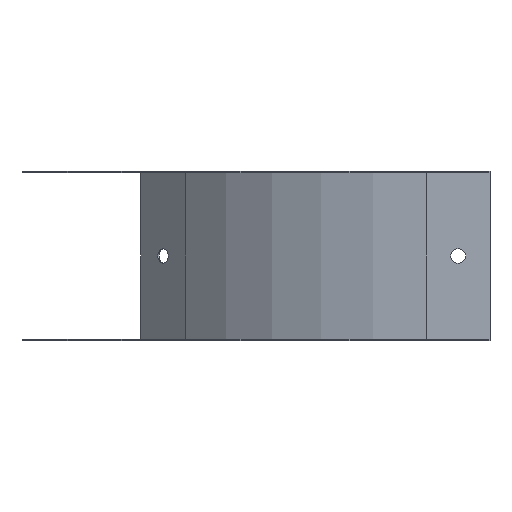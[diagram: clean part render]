
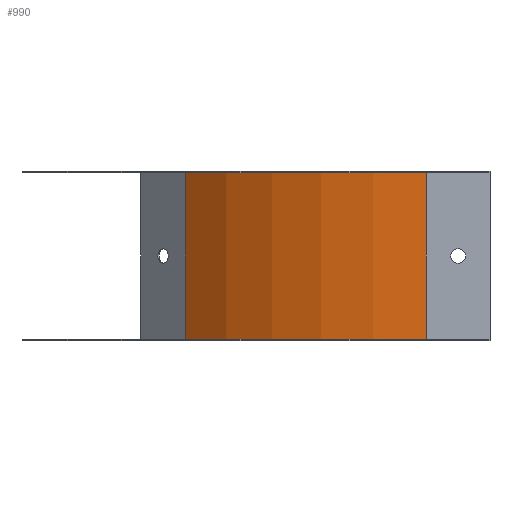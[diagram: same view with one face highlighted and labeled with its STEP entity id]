
A CAD part, left-side view. The second image highlights one B-rep face of the part: STEP entity #990.
In plain terms, the highlighted cylindrical face has radius 160.8 mm (diameter 321.6 mm), a partial arc.
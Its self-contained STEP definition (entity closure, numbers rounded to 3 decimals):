
#2 = VERTEX_POINT ( 'NONE', #1566 ) ;
#15 = AXIS2_PLACEMENT_3D ( 'NONE', #1092, #1089, #1086 ) ;
#57 = AXIS2_PLACEMENT_3D ( 'NONE', #1278, #1279, #1283 ) ;
#70 = AXIS2_PLACEMENT_3D ( 'NONE', #1679, #1680, #1677 ) ;
#135 = EDGE_CURVE ( 'NONE', #579, #2, #1765, .T. ) ;
#149 = EDGE_CURVE ( 'NONE', #992, #2, #1788, .T. ) ;
#377 = EDGE_LOOP ( 'NONE', ( #432, #435, #436, #424 ) ) ;
#424 = ORIENTED_EDGE ( 'NONE', *, *, #149, .F. ) ;
#432 = ORIENTED_EDGE ( 'NONE', *, *, #1430, .F. ) ;
#435 = ORIENTED_EDGE ( 'NONE', *, *, #1432, .T. ) ;
#436 = ORIENTED_EDGE ( 'NONE', *, *, #135, .T. ) ;
#576 = VERTEX_POINT ( 'NONE', #1174 ) ;
#579 = VERTEX_POINT ( 'NONE', #1242 ) ;
#709 = LINE ( 'NONE', #1109, #712 ) ;
#711 = CIRCLE ( 'NONE', #15, 160.8 ) ;
#712 = VECTOR ( 'NONE', #1106, 1000. ) ;
#903 = FACE_OUTER_BOUND ( 'NONE', #377, .T. ) ;
#908 = CYLINDRICAL_SURFACE ( 'NONE', #57, 160.8 ) ;
#990 = ADVANCED_FACE ( 'NONE', ( #903 ), #908, .T. ) ;
#992 = VERTEX_POINT ( 'NONE', #1274 ) ;
#1086 = DIRECTION ( 'NONE',  ( 1., 0., 0. ) ) ;
#1089 = DIRECTION ( 'NONE',  ( 0., 0., 1. ) ) ;
#1092 = CARTESIAN_POINT ( 'NONE',  ( 240., 30.048, -78.4 ) ) ;
#1106 = DIRECTION ( 'NONE',  ( 0., 0., 1. ) ) ;
#1109 = CARTESIAN_POINT ( 'NONE',  ( 126.297, 143.75, -79.2 ) ) ;
#1174 = CARTESIAN_POINT ( 'NONE',  ( 126.297, 143.75, -78.4 ) ) ;
#1242 = CARTESIAN_POINT ( 'NONE',  ( 79.2, 30.048, -78.4 ) ) ;
#1274 = CARTESIAN_POINT ( 'NONE',  ( 126.297, 143.75, 0. ) ) ;
#1278 = CARTESIAN_POINT ( 'NONE',  ( 240., 30.048, -79.2 ) ) ;
#1279 = DIRECTION ( 'NONE',  ( 0., 0., 1. ) ) ;
#1283 = DIRECTION ( 'NONE',  ( 1., 0., 0. ) ) ;
#1430 = EDGE_CURVE ( 'NONE', #576, #992, #709, .T. ) ;
#1432 = EDGE_CURVE ( 'NONE', #576, #579, #711, .T. ) ;
#1566 = CARTESIAN_POINT ( 'NONE',  ( 79.2, 30.048, 0. ) ) ;
#1598 = CARTESIAN_POINT ( 'NONE',  ( 79.2, 30.048, -79.2 ) ) ;
#1623 = DIRECTION ( 'NONE',  ( 0., 0., 1. ) ) ;
#1677 = DIRECTION ( 'NONE',  ( -1., 0., 0. ) ) ;
#1679 = CARTESIAN_POINT ( 'NONE',  ( 240., 30.048, 0. ) ) ;
#1680 = DIRECTION ( 'NONE',  ( 0., 0., 1. ) ) ;
#1765 = LINE ( 'NONE', #1598, #1768 ) ;
#1768 = VECTOR ( 'NONE', #1623, 1000. ) ;
#1788 = CIRCLE ( 'NONE', #70, 160.8 ) ;
